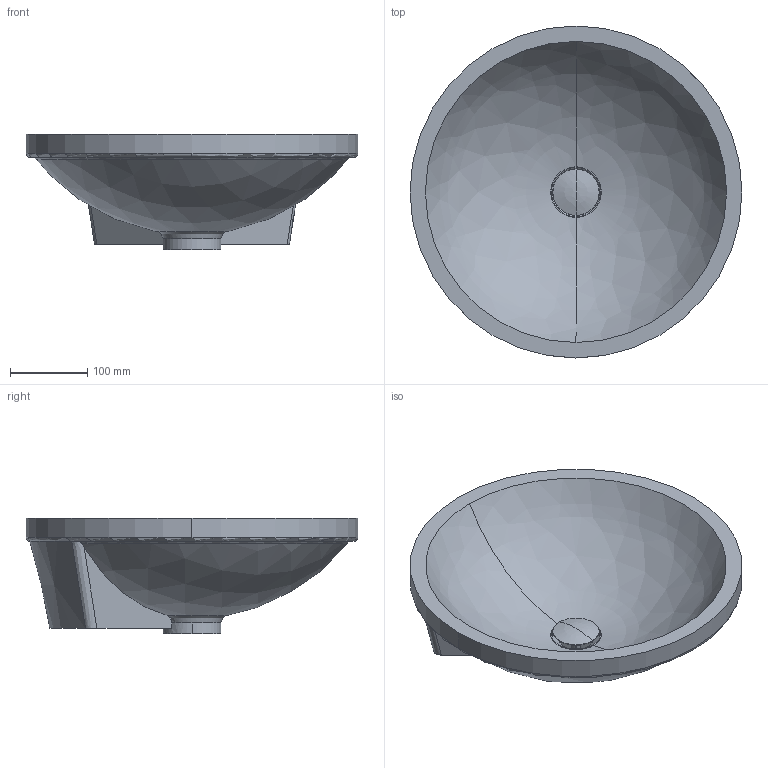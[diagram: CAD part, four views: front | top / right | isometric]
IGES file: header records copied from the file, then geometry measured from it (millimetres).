
Global section: file name: No Iges File Name specified; native system: AutoDesk Inventor R11.0; preprocessor: AutoDesk Inventor Iges Exporter R11.0; author: No Author specified; organization: No Organization specified; date: 20080116.125145; units: millimetre
Bounding box: 430 x 430 x 150 mm (x, y, z)
Volume: 5523702.7 mm3; surface area: 465042 mm2
Topology: 3 solids, 3 shells, 66 faces, 174 edges, 113 vertices
Faces by surface type: plane 20, cylinder 16, torus 10, revolution 8, bspline 8, cone 3, sphere 1
